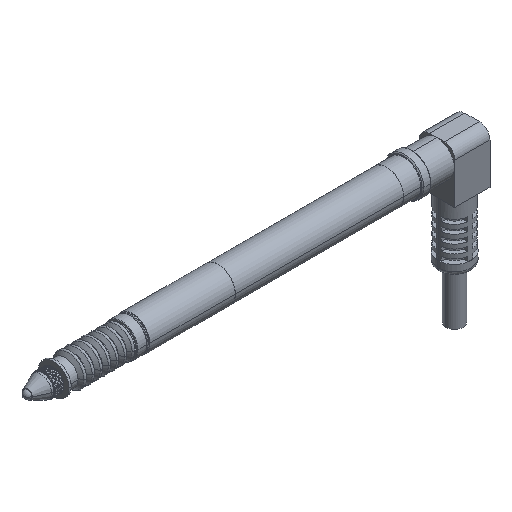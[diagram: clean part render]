
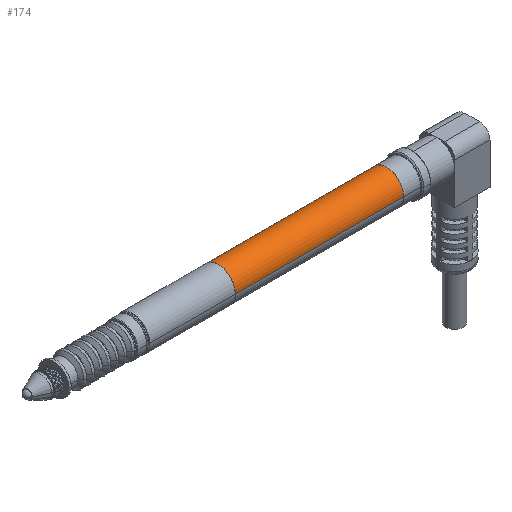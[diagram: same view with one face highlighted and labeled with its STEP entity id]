
A CAD part, isometric view. The second image highlights one B-rep face of the part: STEP entity #174.
In plain terms, the highlighted cylindrical face has radius 3.975 mm (diameter 7.95 mm), a partial arc.
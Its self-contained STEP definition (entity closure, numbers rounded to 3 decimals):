
#63=DIRECTION('',(-1.,0.,0.));
#64=VECTOR('',#63,39.4);
#65=CARTESIAN_POINT('',(27.5,3.975,0.));
#66=LINE('',#65,#64);
#67=CARTESIAN_POINT('',(27.5,0.,0.));
#68=DIRECTION('',(1.,0.,0.));
#69=DIRECTION('',(0.,1.,0.));
#70=AXIS2_PLACEMENT_3D('',#67,#68,#69);
#72=DIRECTION('',(-1.,0.,0.));
#73=VECTOR('',#72,39.4);
#74=CARTESIAN_POINT('',(27.5,-3.975,0.));
#75=LINE('',#74,#73);
#76=CARTESIAN_POINT('',(-11.9,0.,0.));
#77=DIRECTION('',(-1.,0.,0.));
#78=DIRECTION('',(0.,-1.,0.));
#79=AXIS2_PLACEMENT_3D('',#76,#77,#78);
#99=CARTESIAN_POINT('',(27.5,3.975,0.));
#100=CARTESIAN_POINT('',(-11.9,3.975,0.));
#101=VERTEX_POINT('',#99);
#102=VERTEX_POINT('',#100);
#103=CARTESIAN_POINT('',(27.5,-3.975,0.));
#104=CARTESIAN_POINT('',(-11.9,-3.975,0.));
#105=VERTEX_POINT('',#103);
#106=VERTEX_POINT('',#104);
#161=CARTESIAN_POINT('',(30.47,0.,0.));
#162=DIRECTION('',(-1.,0.,0.));
#163=DIRECTION('',(0.,1.,0.));
#164=AXIS2_PLACEMENT_3D('',#161,#162,#163);
#165=CYLINDRICAL_SURFACE('',#164,3.975);
#166=ORIENTED_EDGE('',*,*,#126,.F.);
#168=ORIENTED_EDGE('',*,*,#167,.T.);
#169=ORIENTED_EDGE('',*,*,#130,.T.);
#171=ORIENTED_EDGE('',*,*,#170,.T.);
#172=EDGE_LOOP('',(#166,#168,#169,#171));
#173=FACE_OUTER_BOUND('',#172,.F.);
#174=ADVANCED_FACE('',(#173),#165,.T.);
#71=CIRCLE('',#70,3.975);
#80=CIRCLE('',#79,3.975);
#126=EDGE_CURVE('',#101,#102,#66,.T.);
#130=EDGE_CURVE('',#105,#106,#75,.T.);
#167=EDGE_CURVE('',#101,#105,#71,.T.);
#170=EDGE_CURVE('',#106,#102,#80,.T.);
